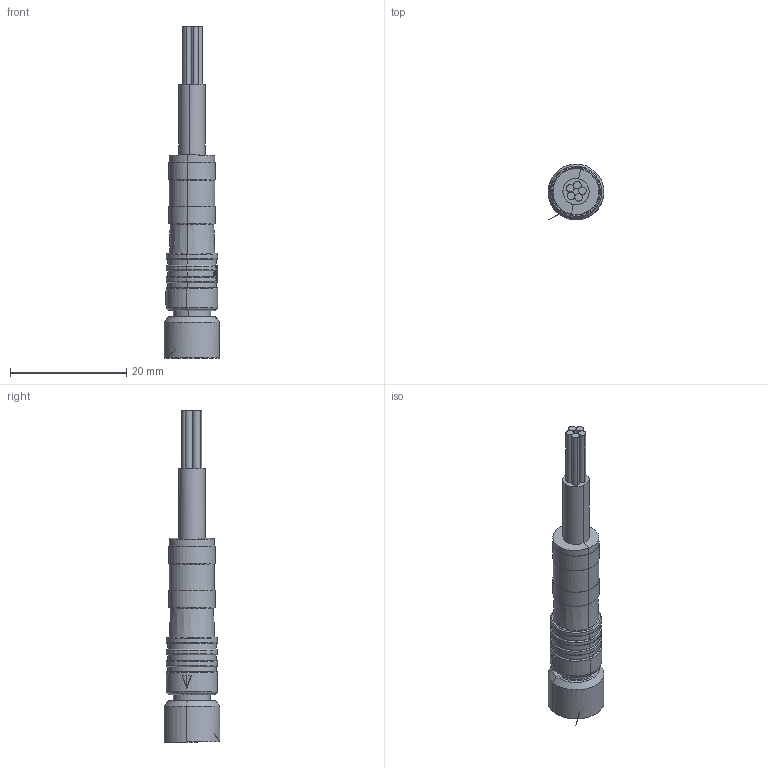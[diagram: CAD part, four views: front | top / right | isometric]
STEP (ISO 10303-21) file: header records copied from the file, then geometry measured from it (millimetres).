
FILE_DESCRIPTION(('CATIA V5 STEP Exchange','CAx-IF Rec.Pracs.--- Model Styling and Organization---1.4--- 2014-01-23'),'2;1');
FILE_NAME ('332459-2_0_2466650500_2466650500.stp','2022-09-01T09:31:14+00:00',('none'),('Weidmueller'),'CATIA Version 5-6 Release 2016 SP3 HF44','CATIA V5 STEP AP214','none');
FILE_SCHEMA(('AUTOMOTIVE_DESIGN { 1 0 10303 214 1 1 1 1 }'));
Length unit declared in the file: millimetre
Products named in the file (1): 2466650500
Bounding box: 9.6 x 9.6 x 57.01 mm (x, y, z)
Volume: 2063.2 mm3; surface area: 1822.8 mm2
Topology: 2 solids, 2 shells, 229 faces, 552 edges, 346 vertices
Faces by surface type: cylinder 99, plane 64, torus 39, cone 14, sphere 6, extrusion 5, bspline 2
Entity records: 7589 total; most frequent: CARTESIAN_POINT 2684, ORIENTED_EDGE 1100, DIRECTION 792, EDGE_CURVE 550, AXIS2_PLACEMENT_3D 405, VERTEX_POINT 346, EDGE_LOOP 252, ADVANCED_FACE 229
